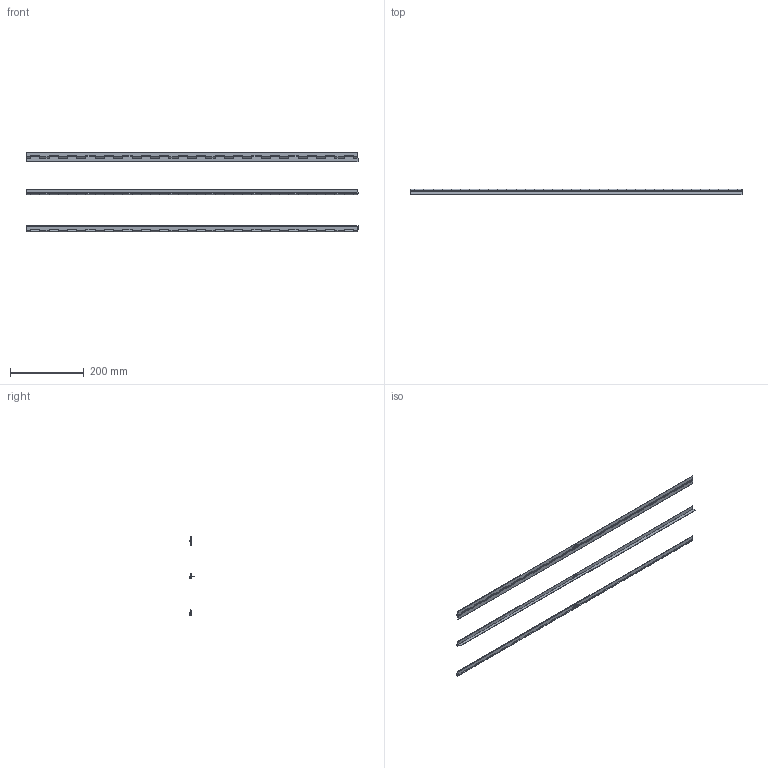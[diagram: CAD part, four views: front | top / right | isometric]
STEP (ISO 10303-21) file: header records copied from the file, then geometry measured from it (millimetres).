
FILE_DESCRIPTION (( 'STEP AP214' ), '1' );
FILE_NAME ('76880 Piano Hinge Aluminium Unpunched 26mm 900mm.STEP', '2019-01-03T21:22:20', ( '' ), ( '' ), 'SwSTEP 2.0', 'SolidWorks 2018', '' );
FILE_SCHEMA (( 'AUTOMOTIVE_DESIGN' ));
Length unit declared in the file: millimetre
Products named in the file (4): Top; Bottom; 76880 Piano Hinge Aluminium Unpunched 26mm 900mm; Pin
Assembly tree (9 placements, depth 2):
  76880 Piano Hinge Aluminium Unpunched 26mm 900mm
    Bottom  x3
    Pin  x3
    Top  x3
Bounding box: 900 x 15.13 x 215.5 mm (x, y, z)
Volume: 103908.4 mm3; surface area: 228998.9 mm2
Topology: 9 solids, 9 shells, 1944 faces, 5517 edges, 3678 vertices
Faces by surface type: plane 900, cylinder 672, bspline 372
Entity records: 28257 total; most frequent: CARTESIAN_POINT 11617, ORIENTED_EDGE 3678, DIRECTION 3111, EDGE_CURVE 1839, VERTEX_POINT 1226, VECTOR 1143, LINE 1143, AXIS2_PLACEMENT_3D 984
